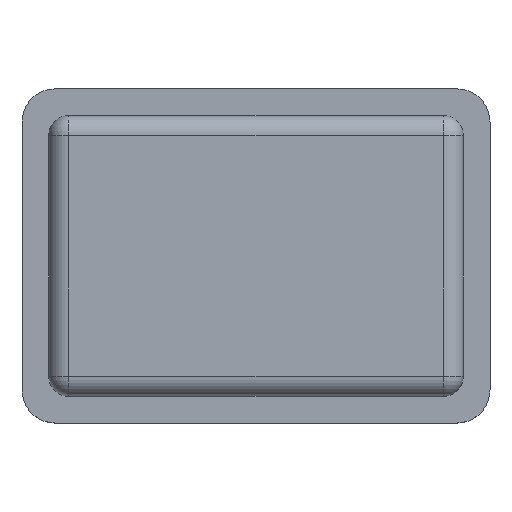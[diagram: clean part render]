
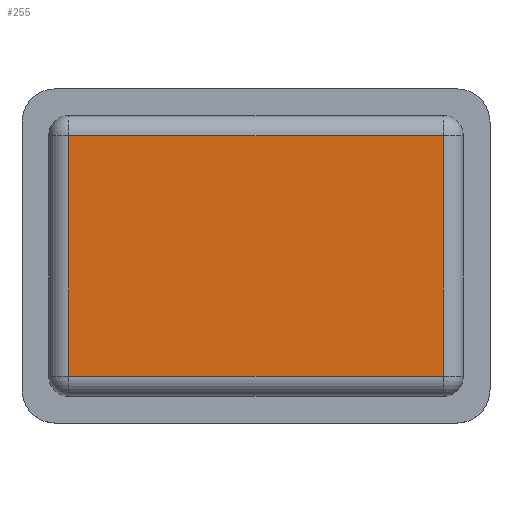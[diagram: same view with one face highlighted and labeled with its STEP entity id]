
A CAD part, top view. The second image highlights one B-rep face of the part: STEP entity #255.
In plain terms, the highlighted planar face has unit normal (0, 0, 1).
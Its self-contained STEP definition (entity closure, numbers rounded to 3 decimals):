
#28 = EDGE_CURVE ( 'NONE', #228, #500, #287, .T. ) ;
#38 = CARTESIAN_POINT ( 'NONE',  ( -2.8, 1.8, 1.3 ) ) ;
#43 = CARTESIAN_POINT ( 'NONE',  ( 3.1, -1.8, 1.3 ) ) ;
#48 = ORIENTED_EDGE ( 'NONE', *, *, #28, .T. ) ;
#65 = VECTOR ( 'NONE', #92, 1000. ) ;
#84 = VECTOR ( 'NONE', #419, 1000. ) ;
#85 = VECTOR ( 'NONE', #446, 1000. ) ;
#91 = ORIENTED_EDGE ( 'NONE', *, *, #457, .T. ) ;
#92 = DIRECTION ( 'NONE',  ( 0., 1., 0. ) ) ;
#116 = CARTESIAN_POINT ( 'NONE',  ( 0., 0., 1.3 ) ) ;
#129 = LINE ( 'NONE', #587, #65 ) ;
#140 = AXIS2_PLACEMENT_3D ( 'NONE', #116, #201, #381 ) ;
#143 = LINE ( 'NONE', #519, #279 ) ;
#147 = CARTESIAN_POINT ( 'NONE',  ( -2.8, -1.8, 1.3 ) ) ;
#189 = DIRECTION ( 'NONE',  ( -1., 0., 0. ) ) ;
#201 = DIRECTION ( 'NONE',  ( 0., 0., 1. ) ) ;
#216 = ORIENTED_EDGE ( 'NONE', *, *, #400, .T. ) ;
#228 = VERTEX_POINT ( 'NONE', #38 ) ;
#235 = CARTESIAN_POINT ( 'NONE',  ( -2.8, -2.1, 1.3 ) ) ;
#255 = ADVANCED_FACE ( 'NONE', ( #331 ), #524, .T. ) ;
#279 = VECTOR ( 'NONE', #189, 1000. ) ;
#287 = LINE ( 'NONE', #235, #84 ) ;
#302 = CARTESIAN_POINT ( 'NONE',  ( 2.8, 1.8, 1.3 ) ) ;
#319 = EDGE_CURVE ( 'NONE', #500, #341, #552, .T. ) ;
#331 = FACE_OUTER_BOUND ( 'NONE', #411, .T. ) ;
#341 = VERTEX_POINT ( 'NONE', #396 ) ;
#381 = DIRECTION ( 'NONE',  ( 1., 0., 0. ) ) ;
#396 = CARTESIAN_POINT ( 'NONE',  ( 2.8, -1.8, 1.3 ) ) ;
#400 = EDGE_CURVE ( 'NONE', #341, #557, #129, .T. ) ;
#402 = ORIENTED_EDGE ( 'NONE', *, *, #319, .T. ) ;
#411 = EDGE_LOOP ( 'NONE', ( #48, #402, #216, #91 ) ) ;
#419 = DIRECTION ( 'NONE',  ( 0., -1., 0. ) ) ;
#446 = DIRECTION ( 'NONE',  ( 1., 0., 0. ) ) ;
#457 = EDGE_CURVE ( 'NONE', #557, #228, #143, .T. ) ;
#500 = VERTEX_POINT ( 'NONE', #147 ) ;
#519 = CARTESIAN_POINT ( 'NONE',  ( -3.1, 1.8, 1.3 ) ) ;
#524 = PLANE ( 'NONE',  #140 ) ;
#552 = LINE ( 'NONE', #43, #85 ) ;
#557 = VERTEX_POINT ( 'NONE', #302 ) ;
#587 = CARTESIAN_POINT ( 'NONE',  ( 2.8, 2.1, 1.3 ) ) ;
